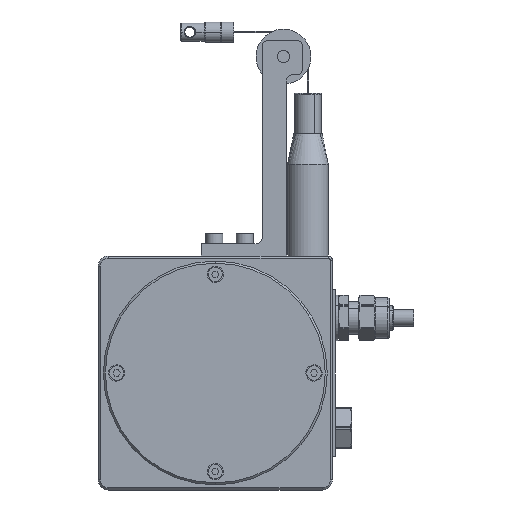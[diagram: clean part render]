
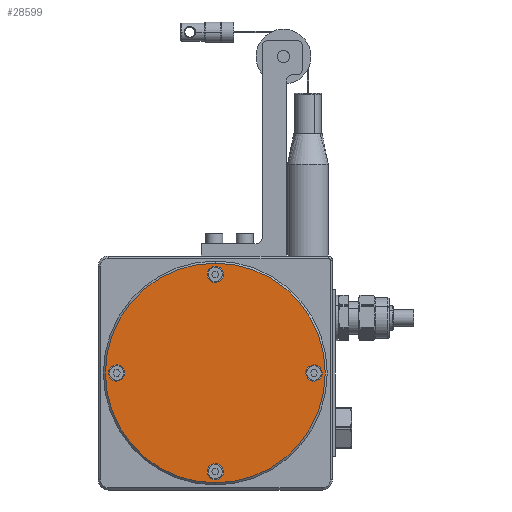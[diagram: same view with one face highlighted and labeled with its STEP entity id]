
A CAD part, front view. The second image highlights one B-rep face of the part: STEP entity #28599.
In plain terms, the highlighted planar face has unit normal (0, -1, 0).
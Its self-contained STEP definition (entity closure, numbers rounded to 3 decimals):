
#28152=CARTESIAN_POINT('Axis2P3D Location',(0.,0.,48.5)) ;
#28156=CARTESIAN_POINT('Vertex',(3.51,0.,46.582)) ;
#28158=CARTESIAN_POINT('Vertex',(-3.51,0.,50.418)) ;
#28178=CARTESIAN_POINT('Axis2P3D Location',(0.,0.,48.5)) ;
#28232=CARTESIAN_POINT('Axis2P3D Location',(48.5,0.,0.)) ;
#28236=CARTESIAN_POINT('Vertex',(50.418,0.,3.51)) ;
#28238=CARTESIAN_POINT('Vertex',(46.582,0.,-3.51)) ;
#28258=CARTESIAN_POINT('Axis2P3D Location',(48.5,0.,0.)) ;
#28341=CARTESIAN_POINT('Axis2P3D Location',(0.,0.,-48.5)) ;
#28345=CARTESIAN_POINT('Vertex',(3.51,0.,-50.418)) ;
#28347=CARTESIAN_POINT('Vertex',(-3.51,0.,-46.582)) ;
#28367=CARTESIAN_POINT('Axis2P3D Location',(0.,0.,-48.5)) ;
#28450=CARTESIAN_POINT('Axis2P3D Location',(-48.5,0.,0.)) ;
#28454=CARTESIAN_POINT('Vertex',(-50.418,0.,-3.51)) ;
#28456=CARTESIAN_POINT('Vertex',(-46.582,0.,3.51)) ;
#28476=CARTESIAN_POINT('Axis2P3D Location',(-48.5,0.,0.)) ;
#28560=CARTESIAN_POINT('Axis2P3D Location',(0.,0.,0.)) ;
#28565=CARTESIAN_POINT('Axis2P3D Location',(0.,0.,0.)) ;
#28569=CARTESIAN_POINT('Vertex',(0.,0.,54.)) ;
#28571=CARTESIAN_POINT('Vertex',(0.,0.,-54.)) ;
#28574=CARTESIAN_POINT('Axis2P3D Location',(0.,0.,0.)) ;
#28153=DIRECTION('Axis2P3D Direction',(-0.,1.,0.)) ;
#28179=DIRECTION('Axis2P3D Direction',(-0.,1.,0.)) ;
#28233=DIRECTION('Axis2P3D Direction',(0.,1.,0.)) ;
#28259=DIRECTION('Axis2P3D Direction',(0.,1.,0.)) ;
#28342=DIRECTION('Axis2P3D Direction',(0.,1.,0.)) ;
#28368=DIRECTION('Axis2P3D Direction',(0.,1.,0.)) ;
#28451=DIRECTION('Axis2P3D Direction',(0.,1.,-0.)) ;
#28477=DIRECTION('Axis2P3D Direction',(0.,1.,-0.)) ;
#28561=DIRECTION('Axis2P3D Direction',(0.,1.,0.)) ;
#28562=DIRECTION('Axis2P3D XDirection',(0.,0.,1.)) ;
#28566=DIRECTION('Axis2P3D Direction',(0.,1.,0.)) ;
#28575=DIRECTION('Axis2P3D Direction',(0.,1.,0.)) ;
#28154=AXIS2_PLACEMENT_3D('Circle Axis2P3D',#28152,#28153,$) ;
#28180=AXIS2_PLACEMENT_3D('Circle Axis2P3D',#28178,#28179,$) ;
#28234=AXIS2_PLACEMENT_3D('Circle Axis2P3D',#28232,#28233,$) ;
#28260=AXIS2_PLACEMENT_3D('Circle Axis2P3D',#28258,#28259,$) ;
#28343=AXIS2_PLACEMENT_3D('Circle Axis2P3D',#28341,#28342,$) ;
#28369=AXIS2_PLACEMENT_3D('Circle Axis2P3D',#28367,#28368,$) ;
#28452=AXIS2_PLACEMENT_3D('Circle Axis2P3D',#28450,#28451,$) ;
#28478=AXIS2_PLACEMENT_3D('Circle Axis2P3D',#28476,#28477,$) ;
#28563=AXIS2_PLACEMENT_3D('Plane Axis2P3D',#28560,#28561,#28562) ;
#28567=AXIS2_PLACEMENT_3D('Circle Axis2P3D',#28565,#28566,$) ;
#28576=AXIS2_PLACEMENT_3D('Circle Axis2P3D',#28574,#28575,$) ;
#28580=ORIENTED_EDGE('',*,*,#28573,.F.) ;
#28581=ORIENTED_EDGE('',*,*,#28578,.F.) ;
#28584=ORIENTED_EDGE('',*,*,#28182,.T.) ;
#28585=ORIENTED_EDGE('',*,*,#28160,.T.) ;
#28588=ORIENTED_EDGE('',*,*,#28262,.T.) ;
#28589=ORIENTED_EDGE('',*,*,#28240,.T.) ;
#28592=ORIENTED_EDGE('',*,*,#28371,.T.) ;
#28593=ORIENTED_EDGE('',*,*,#28349,.T.) ;
#28596=ORIENTED_EDGE('',*,*,#28480,.T.) ;
#28597=ORIENTED_EDGE('',*,*,#28458,.T.) ;
#28586=FACE_BOUND('',#28583,.T.) ;
#28590=FACE_BOUND('',#28587,.T.) ;
#28594=FACE_BOUND('',#28591,.T.) ;
#28598=FACE_BOUND('',#28595,.T.) ;
#28599=ADVANCED_FACE('\X2\96F64EF651E04F554F53\X0\',(#28582,#28586,#28590,#28594,#28598),#28564,.F.) ;
#28155=CIRCLE('generated circle',#28154,4.) ;
#28181=CIRCLE('generated circle',#28180,4.) ;
#28235=CIRCLE('generated circle',#28234,4.) ;
#28261=CIRCLE('generated circle',#28260,4.) ;
#28344=CIRCLE('generated circle',#28343,4.) ;
#28370=CIRCLE('generated circle',#28369,4.) ;
#28453=CIRCLE('generated circle',#28452,4.) ;
#28479=CIRCLE('generated circle',#28478,4.) ;
#28568=CIRCLE('generated circle',#28567,54.) ;
#28577=CIRCLE('generated circle',#28576,54.) ;
#28160=EDGE_CURVE('',#28157,#28159,#28155,.T.) ;
#28182=EDGE_CURVE('',#28159,#28157,#28181,.T.) ;
#28240=EDGE_CURVE('',#28237,#28239,#28235,.T.) ;
#28262=EDGE_CURVE('',#28239,#28237,#28261,.T.) ;
#28349=EDGE_CURVE('',#28346,#28348,#28344,.T.) ;
#28371=EDGE_CURVE('',#28348,#28346,#28370,.T.) ;
#28458=EDGE_CURVE('',#28455,#28457,#28453,.T.) ;
#28480=EDGE_CURVE('',#28457,#28455,#28479,.T.) ;
#28573=EDGE_CURVE('',#28570,#28572,#28568,.T.) ;
#28578=EDGE_CURVE('',#28572,#28570,#28577,.T.) ;
#28579=EDGE_LOOP('',(#28580,#28581)) ;
#28583=EDGE_LOOP('',(#28584,#28585)) ;
#28587=EDGE_LOOP('',(#28588,#28589)) ;
#28591=EDGE_LOOP('',(#28592,#28593)) ;
#28595=EDGE_LOOP('',(#28596,#28597)) ;
#28582=FACE_OUTER_BOUND('',#28579,.T.) ;
#28564=PLANE('',#28563) ;
#28157=VERTEX_POINT('',#28156) ;
#28159=VERTEX_POINT('',#28158) ;
#28237=VERTEX_POINT('',#28236) ;
#28239=VERTEX_POINT('',#28238) ;
#28346=VERTEX_POINT('',#28345) ;
#28348=VERTEX_POINT('',#28347) ;
#28455=VERTEX_POINT('',#28454) ;
#28457=VERTEX_POINT('',#28456) ;
#28570=VERTEX_POINT('',#28569) ;
#28572=VERTEX_POINT('',#28571) ;
